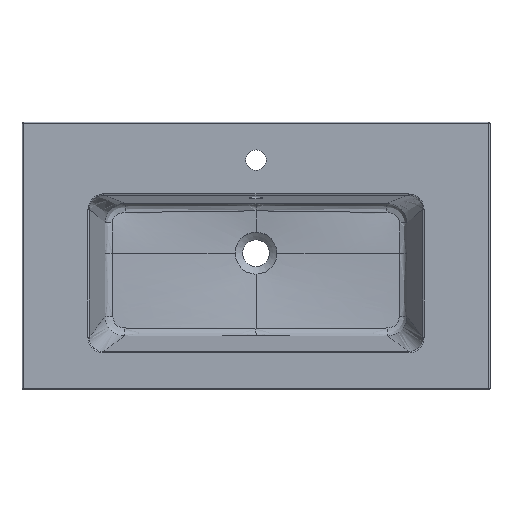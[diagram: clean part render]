
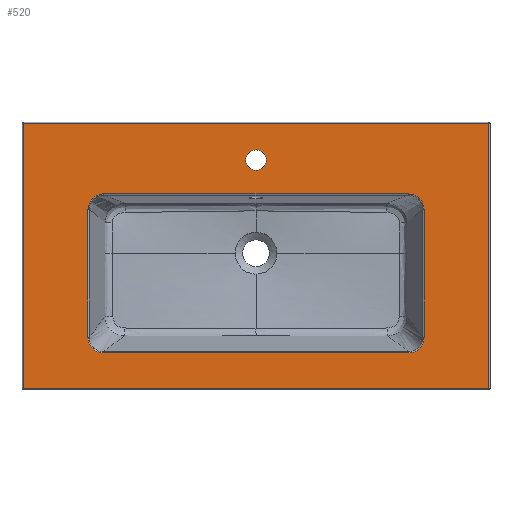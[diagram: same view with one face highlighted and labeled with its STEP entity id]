
A CAD part, top view. The second image highlights one B-rep face of the part: STEP entity #520.
In plain terms, the highlighted planar face has unit normal (0, 0, 1).
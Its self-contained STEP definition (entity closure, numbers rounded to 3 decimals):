
#520=ADVANCED_FACE('',(#1218,#1219,#1220),#740,.T.);
#740=PLANE('',#3438);
#759=CIRCLE('',#3437,17.5);
#953=B_SPLINE_CURVE_WITH_KNOTS('',3,(#4295,#4296,#4297,#4298,#4299,#4300,
#4301,#4302,#4303,#4304),.UNSPECIFIED.,.F.,.F.,(4,2,2,2,4),(0.,0.25,0.5,
0.75,1.),.UNSPECIFIED.);
#954=B_SPLINE_CURVE_WITH_KNOTS('',3,(#4309,#4310,#4311,#4312,#4313,#4314,
#4315,#4316,#4317,#4318),.UNSPECIFIED.,.F.,.F.,(4,2,2,2,4),(0.,0.25,0.5,
0.75,1.),.UNSPECIFIED.);
#955=B_SPLINE_CURVE_WITH_KNOTS('',3,(#4322,#4323,#4324,#4325,#4326,#4327,
#4328,#4329,#4330,#4331),.UNSPECIFIED.,.F.,.F.,(4,2,2,2,4),(0.,0.25,0.5,
0.75,1.),.UNSPECIFIED.);
#956=B_SPLINE_CURVE_WITH_KNOTS('',3,(#4335,#4336,#4337,#4338,#4339,#4340,
#4341,#4342,#4343,#4344),.UNSPECIFIED.,.F.,.F.,(4,2,2,2,4),(0.,0.25,0.5,
0.75,1.),.UNSPECIFIED.);
#1218=FACE_BOUND('',#1246,.T.);
#1219=FACE_BOUND('',#1247,.T.);
#1220=FACE_BOUND('',#1248,.T.);
#1246=EDGE_LOOP('',(#1482,#1483,#1484,#1485));
#1247=EDGE_LOOP('',(#1486,#1487,#1488,#1489,#1490,#1491,#1492,#1493));
#1248=EDGE_LOOP('',(#1494));
#1482=ORIENTED_EDGE('',*,*,#2816,.T.);
#1483=ORIENTED_EDGE('',*,*,#2817,.T.);
#1484=ORIENTED_EDGE('',*,*,#2818,.T.);
#1485=ORIENTED_EDGE('',*,*,#2819,.T.);
#1486=ORIENTED_EDGE('',*,*,#2820,.T.);
#1487=ORIENTED_EDGE('',*,*,#2821,.T.);
#1488=ORIENTED_EDGE('',*,*,#2822,.T.);
#1489=ORIENTED_EDGE('',*,*,#2823,.T.);
#1490=ORIENTED_EDGE('',*,*,#2824,.T.);
#1491=ORIENTED_EDGE('',*,*,#2825,.T.);
#1492=ORIENTED_EDGE('',*,*,#2826,.T.);
#1493=ORIENTED_EDGE('',*,*,#2827,.T.);
#1494=ORIENTED_EDGE('',*,*,#2828,.T.);
#2510=VERTEX_POINT('',#4288);
#2511=VERTEX_POINT('',#4289);
#2512=VERTEX_POINT('',#4291);
#2513=VERTEX_POINT('',#4293);
#2514=VERTEX_POINT('',#4305);
#2515=VERTEX_POINT('',#4306);
#2516=VERTEX_POINT('',#4308);
#2517=VERTEX_POINT('',#4319);
#2518=VERTEX_POINT('',#4321);
#2519=VERTEX_POINT('',#4332);
#2520=VERTEX_POINT('',#4334);
#2521=VERTEX_POINT('',#4345);
#2522=VERTEX_POINT('',#4348);
#2816=EDGE_CURVE('',#2510,#2511,#3330,.T.);
#2817=EDGE_CURVE('',#2511,#2512,#3331,.T.);
#2818=EDGE_CURVE('',#2512,#2513,#3332,.T.);
#2819=EDGE_CURVE('',#2513,#2510,#3333,.T.);
#2820=EDGE_CURVE('',#2514,#2515,#953,.T.);
#2821=EDGE_CURVE('',#2515,#2516,#3334,.T.);
#2822=EDGE_CURVE('',#2516,#2517,#954,.T.);
#2823=EDGE_CURVE('',#2517,#2518,#3335,.T.);
#2824=EDGE_CURVE('',#2518,#2519,#955,.T.);
#2825=EDGE_CURVE('',#2519,#2520,#3336,.T.);
#2826=EDGE_CURVE('',#2520,#2521,#956,.T.);
#2827=EDGE_CURVE('',#2521,#2514,#3337,.T.);
#2828=EDGE_CURVE('',#2522,#2522,#759,.T.);
#3330=LINE('',#4287,#3381);
#3331=LINE('',#4290,#3382);
#3332=LINE('',#4292,#3383);
#3333=LINE('',#4294,#3384);
#3334=LINE('',#4307,#3385);
#3335=LINE('',#4320,#3386);
#3336=LINE('',#4333,#3387);
#3337=LINE('',#4346,#3388);
#3381=VECTOR('',#3703,1.);
#3382=VECTOR('',#3704,1.);
#3383=VECTOR('',#3705,1.);
#3384=VECTOR('',#3706,1.);
#3385=VECTOR('',#3707,1.);
#3386=VECTOR('',#3708,1.);
#3387=VECTOR('',#3709,1.);
#3388=VECTOR('',#3710,1.);
#3437=AXIS2_PLACEMENT_3D('',#4347,#3711,#3712);
#3438=AXIS2_PLACEMENT_3D('',#4349,#3713,#3714);
#3703=DIRECTION('',(0.,-1.,0.));
#3704=DIRECTION('',(1.,0.,0.));
#3705=DIRECTION('',(0.,1.,0.));
#3706=DIRECTION('',(-1.,0.,0.));
#3707=DIRECTION('',(0.,-1.,0.));
#3708=DIRECTION('',(-1.,0.,0.));
#3709=DIRECTION('',(0.,1.,0.));
#3710=DIRECTION('',(1.,0.,0.));
#3711=DIRECTION('',(0.,0.,-1.));
#3712=DIRECTION('',(1.,0.,0.));
#3713=DIRECTION('',(0.,0.,1.));
#3714=DIRECTION('',(1.,0.,0.));
#4287=CARTESIAN_POINT('',(-400.5,0.,125.));
#4288=CARTESIAN_POINT('',(-400.5,223.,125.));
#4289=CARTESIAN_POINT('',(-400.5,-233.,125.));
#4290=CARTESIAN_POINT('',(0.,-233.,125.));
#4291=CARTESIAN_POINT('',(400.5,-233.,125.));
#4292=CARTESIAN_POINT('',(400.5,0.,125.));
#4293=CARTESIAN_POINT('',(400.5,223.,125.));
#4294=CARTESIAN_POINT('',(0.,223.,125.));
#4295=CARTESIAN_POINT('',(261.566,101.754,125.));
#4296=CARTESIAN_POINT('',(265.136,101.754,125.));
#4297=CARTESIAN_POINT('',(268.692,101.12,125.));
#4298=CARTESIAN_POINT('',(275.286,98.608,125.));
#4299=CARTESIAN_POINT('',(278.365,96.707,125.));
#4300=CARTESIAN_POINT('',(283.51,91.838,125.));
#4301=CARTESIAN_POINT('',(285.565,88.899,125.));
#4302=CARTESIAN_POINT('',(288.354,82.323,125.));
#4303=CARTESIAN_POINT('',(289.035,78.88,125.));
#4304=CARTESIAN_POINT('',(289.035,75.308,125.));
#4305=CARTESIAN_POINT('',(261.566,101.754,125.));
#4306=CARTESIAN_POINT('',(289.035,75.308,125.));
#4307=CARTESIAN_POINT('',(289.035,0.,125.));
#4308=CARTESIAN_POINT('',(289.035,-144.831,125.));
#4309=CARTESIAN_POINT('',(289.035,-144.831,125.));
#4310=CARTESIAN_POINT('',(289.035,-148.376,125.));
#4311=CARTESIAN_POINT('',(288.392,-151.899,125.));
#4312=CARTESIAN_POINT('',(285.806,-158.421,125.));
#4313=CARTESIAN_POINT('',(283.857,-161.422,125.));
#4314=CARTESIAN_POINT('',(278.855,-166.408,125.));
#4315=CARTESIAN_POINT('',(275.888,-168.33,125.));
#4316=CARTESIAN_POINT('',(269.298,-170.922,125.));
#4317=CARTESIAN_POINT('',(265.873,-171.535,125.));
#4318=CARTESIAN_POINT('',(262.331,-171.535,125.));
#4319=CARTESIAN_POINT('',(262.331,-171.535,125.));
#4320=CARTESIAN_POINT('',(0.,-171.535,125.));
#4321=CARTESIAN_POINT('',(-262.331,-171.535,125.));
#4322=CARTESIAN_POINT('',(-262.331,-171.535,125.));
#4323=CARTESIAN_POINT('',(-265.876,-171.535,125.));
#4324=CARTESIAN_POINT('',(-269.399,-170.892,125.));
#4325=CARTESIAN_POINT('',(-275.921,-168.306,125.));
#4326=CARTESIAN_POINT('',(-278.922,-166.357,125.));
#4327=CARTESIAN_POINT('',(-283.908,-161.355,125.));
#4328=CARTESIAN_POINT('',(-285.83,-158.388,125.));
#4329=CARTESIAN_POINT('',(-288.422,-151.798,125.));
#4330=CARTESIAN_POINT('',(-289.035,-148.373,125.));
#4331=CARTESIAN_POINT('',(-289.035,-144.831,125.));
#4332=CARTESIAN_POINT('',(-289.035,-144.831,125.));
#4333=CARTESIAN_POINT('',(-289.035,0.,125.));
#4334=CARTESIAN_POINT('',(-289.035,75.308,125.));
#4335=CARTESIAN_POINT('',(-289.035,75.308,125.));
#4336=CARTESIAN_POINT('',(-289.035,78.883,125.));
#4337=CARTESIAN_POINT('',(-288.322,82.422,125.));
#4338=CARTESIAN_POINT('',(-285.544,88.926,125.));
#4339=CARTESIAN_POINT('',(-283.481,91.878,125.));
#4340=CARTESIAN_POINT('',(-278.303,96.753,125.));
#4341=CARTESIAN_POINT('',(-275.28,98.617,125.));
#4342=CARTESIAN_POINT('',(-268.606,101.146,125.));
#4343=CARTESIAN_POINT('',(-265.136,101.754,125.));
#4344=CARTESIAN_POINT('',(-261.566,101.754,125.));
#4345=CARTESIAN_POINT('',(-261.566,101.754,125.));
#4346=CARTESIAN_POINT('',(0.,101.754,125.));
#4347=CARTESIAN_POINT('',(0.,160.,125.));
#4348=CARTESIAN_POINT('',(17.5,160.,125.));
#4349=CARTESIAN_POINT('',(0.,0.,125.));
